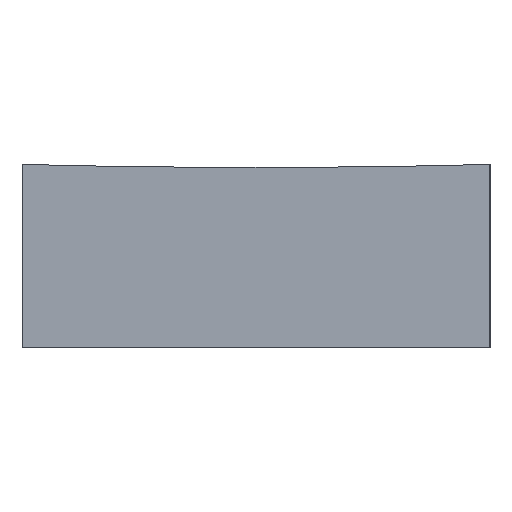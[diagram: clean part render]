
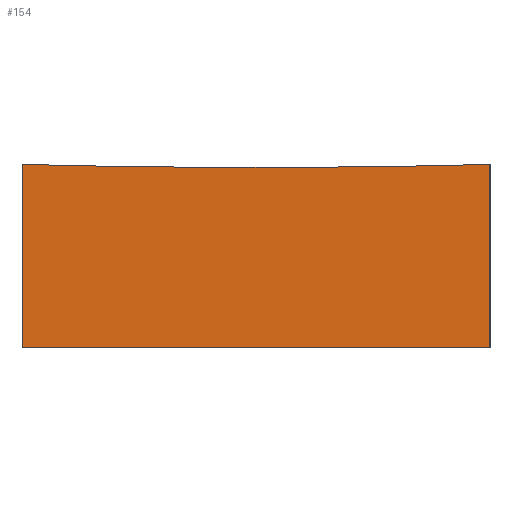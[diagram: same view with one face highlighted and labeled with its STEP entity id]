
A CAD part, left-side view. The second image highlights one B-rep face of the part: STEP entity #154.
In plain terms, the highlighted planar face has unit normal (-1, 0, 0).
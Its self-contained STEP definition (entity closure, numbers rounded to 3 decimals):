
#6 = EDGE_CURVE ( 'NONE', #144, #97, #69, .T. ) ;
#11 = ORIENTED_EDGE ( 'NONE', *, *, #61, .T. ) ;
#18 = CARTESIAN_POINT ( 'NONE',  ( -25., 12.5, 0. ) ) ;
#30 = LINE ( 'NONE', #31, #209 ) ;
#31 = CARTESIAN_POINT ( 'NONE',  ( -25., 12.5, 15. ) ) ;
#37 = CARTESIAN_POINT ( 'NONE',  ( -25., 0., 9.625 ) ) ;
#39 = DIRECTION ( 'NONE',  ( 0., 1., 0. ) ) ;
#49 = VERTEX_POINT ( 'NONE', #166 ) ;
#56 = CARTESIAN_POINT ( 'NONE',  ( -25., 12.5, 9.782 ) ) ;
#60 = CARTESIAN_POINT ( 'NONE',  ( -25., 12.5, 15. ) ) ;
#61 = EDGE_CURVE ( 'NONE', #71, #49, #30, .T. ) ;
#65 = LINE ( 'NONE', #251, #142 ) ;
#69 = CIRCLE ( 'NONE', #179, 499.375 ) ;
#71 = VERTEX_POINT ( 'NONE', #56 ) ;
#97 = VERTEX_POINT ( 'NONE', #192 ) ;
#116 = ORIENTED_EDGE ( 'NONE', *, *, #195, .T. ) ;
#117 = FACE_OUTER_BOUND ( 'NONE', #240, .T. ) ;
#123 = CARTESIAN_POINT ( 'NONE',  ( -25., 0., 509. ) ) ;
#125 = DIRECTION ( 'NONE',  ( -1., 0., 0. ) ) ;
#132 = AXIS2_PLACEMENT_3D ( 'NONE', #123, #156, #137 ) ;
#136 = DIRECTION ( 'NONE',  ( 0., -1., 0. ) ) ;
#137 = DIRECTION ( 'NONE',  ( 0., 1., 0. ) ) ;
#138 = ORIENTED_EDGE ( 'NONE', *, *, #6, .F. ) ;
#140 = VERTEX_POINT ( 'NONE', #160 ) ;
#142 = VECTOR ( 'NONE', #181, 1000. ) ;
#144 = VERTEX_POINT ( 'NONE', #37 ) ;
#146 = CIRCLE ( 'NONE', #132, 499.375 ) ;
#150 = DIRECTION ( 'NONE',  ( 0., 0., -1. ) ) ;
#154 = ADVANCED_FACE ( 'NONE', ( #117 ), #197, .F. ) ;
#156 = DIRECTION ( 'NONE',  ( -1., 0., 0. ) ) ;
#160 = CARTESIAN_POINT ( 'NONE',  ( -25., -12.5, 0. ) ) ;
#166 = CARTESIAN_POINT ( 'NONE',  ( -25., 12.5, 0. ) ) ;
#168 = EDGE_CURVE ( 'NONE', #71, #144, #146, .T. ) ;
#179 = AXIS2_PLACEMENT_3D ( 'NONE', #226, #125, #185 ) ;
#181 = DIRECTION ( 'NONE',  ( 0., 0., -1. ) ) ;
#185 = DIRECTION ( 'NONE',  ( 0., 1., 0. ) ) ;
#192 = CARTESIAN_POINT ( 'NONE',  ( -25., -12.5, 9.782 ) ) ;
#193 = AXIS2_PLACEMENT_3D ( 'NONE', #60, #217, #39 ) ;
#195 = EDGE_CURVE ( 'NONE', #49, #140, #250, .T. ) ;
#197 = PLANE ( 'NONE',  #193 ) ;
#209 = VECTOR ( 'NONE', #150, 1000. ) ;
#217 = DIRECTION ( 'NONE',  ( 1., 0., 0. ) ) ;
#226 = CARTESIAN_POINT ( 'NONE',  ( -25., 0., 509. ) ) ;
#233 = EDGE_CURVE ( 'NONE', #97, #140, #65, .T. ) ;
#240 = EDGE_LOOP ( 'NONE', ( #245, #11, #116, #252, #138 ) ) ;
#242 = VECTOR ( 'NONE', #136, 1000. ) ;
#245 = ORIENTED_EDGE ( 'NONE', *, *, #168, .F. ) ;
#250 = LINE ( 'NONE', #18, #242 ) ;
#251 = CARTESIAN_POINT ( 'NONE',  ( -25., -12.5, 15. ) ) ;
#252 = ORIENTED_EDGE ( 'NONE', *, *, #233, .F. ) ;
